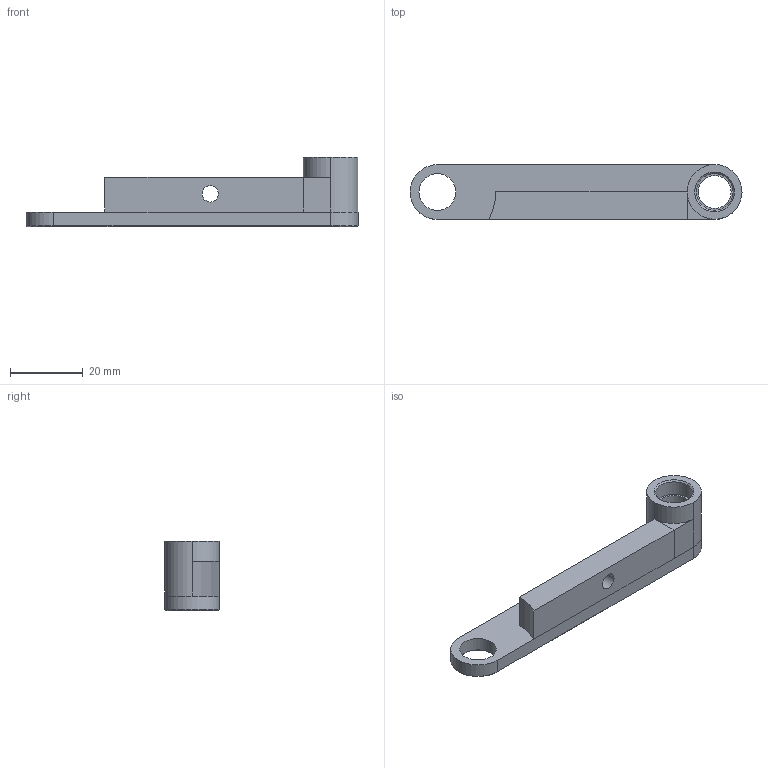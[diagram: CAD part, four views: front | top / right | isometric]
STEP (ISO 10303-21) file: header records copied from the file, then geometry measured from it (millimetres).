
FILE_DESCRIPTION(('FreeCAD Model'),'2;1');
FILE_NAME('Open CASCADE Shape Model','2025-08-15T18:33:59',(''),(''), 'Open CASCADE STEP processor 7.8','FreeCAD','Unknown');
FILE_SCHEMA(('AUTOMOTIVE_DESIGN { 1 0 10303 214 1 1 1 1 }'));
Length unit declared in the file: millimetre
Products named in the file (1): Arm_HSI
Bounding box: 91 x 15 x 19 mm (x, y, z)
Volume: 9888.7 mm3; surface area: 5698.2 mm2
Topology: 1 solids, 1 shells, 153 faces, 419 edges, 273 vertices
Faces by surface type: extrusion 110, plane 27, cylinder 10, cone 6
Full cylindrical faces by diameter (mm): 4.5 x1, 9 x1, 10.1 x3
Entity records: 11055 total; most frequent: CARTESIAN_POINT 3448, DIRECTION 1018, VECTOR 870, ORIENTED_EDGE 838, PCURVE 838, DEFINITIONAL_REPRESENTATION 838, LINE 760, B_SPLINE_CURVE_WITH_KNOTS 562
